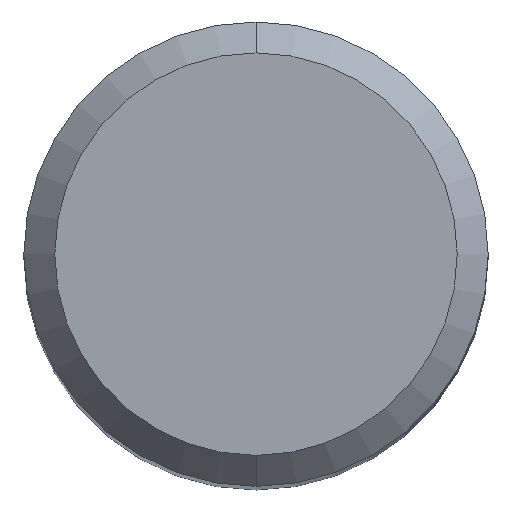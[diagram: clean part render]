
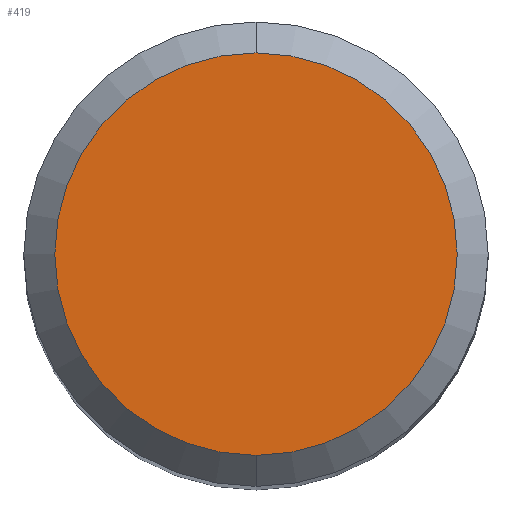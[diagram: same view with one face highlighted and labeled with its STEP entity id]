
A CAD part, top view. The second image highlights one B-rep face of the part: STEP entity #419.
In plain terms, the highlighted planar face has unit normal (0, 0, 1).
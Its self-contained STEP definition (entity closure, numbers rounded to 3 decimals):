
#235=EDGE_CURVE('',#511,#345,#625,.T.);
#345=VERTEX_POINT('',#746);
#419=ADVANCED_FACE('',(#827),#828,.T.);
#511=VERTEX_POINT('',#928);
#575=EDGE_CURVE('',#345,#511,#1001,.T.);
#625=CIRCLE('',#1064,2.6);
#746=CARTESIAN_POINT('',(0.,-2.6,0.0));
#827=FACE_OUTER_BOUND('',#1410,.T.);
#828=PLANE('',#1411);
#928=CARTESIAN_POINT('',(0.0,2.6,0.0));
#1001=CIRCLE('',#1760,2.6);
#1064=AXIS2_PLACEMENT_3D('',#1798,#1799,#1800);
#1410=EDGE_LOOP('',(#2040,#2041));
#1411=AXIS2_PLACEMENT_3D('',#2042,#2043,#2044);
#1760=AXIS2_PLACEMENT_3D('',#2232,#2233,#2234);
#1798=CARTESIAN_POINT('',(0.0,0.0,0.0));
#1799=DIRECTION('',(0.0,0.0,-1.0));
#1800=DIRECTION('',(0.0,1.0,0.0));
#2040=ORIENTED_EDGE('',*,*,#235,.F.);
#2041=ORIENTED_EDGE('',*,*,#575,.F.);
#2042=CARTESIAN_POINT('',(0.0,1.3,0.0));
#2043=DIRECTION('',(-0.0,0.0,1.0));
#2044=DIRECTION('',(0.0,-1.0,0.0));
#2232=CARTESIAN_POINT('',(0.0,0.0,0.0));
#2233=DIRECTION('',(0.0,0.0,-1.0));
#2234=DIRECTION('',(0.0,1.0,0.0));
